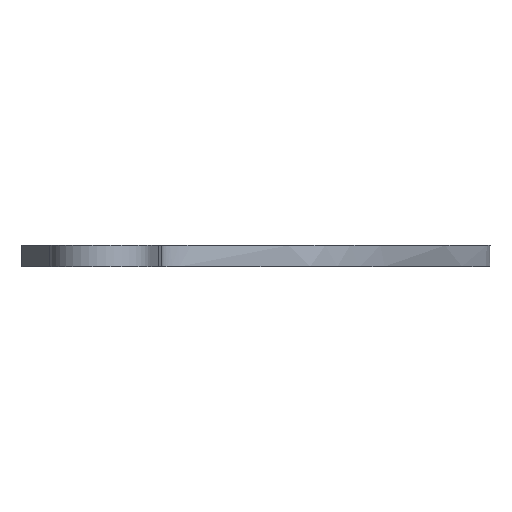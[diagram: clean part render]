
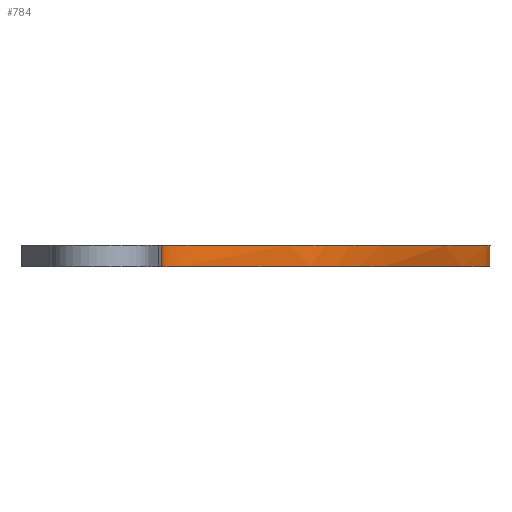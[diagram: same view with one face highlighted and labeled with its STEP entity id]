
A CAD part, left-side view. The second image highlights one B-rep face of the part: STEP entity #784.
In plain terms, the highlighted free-form (B-spline) face has degree [3, 1] with [12, 2] control points.
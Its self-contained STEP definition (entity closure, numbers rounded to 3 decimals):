
#69=B_SPLINE_SURFACE_WITH_KNOTS('',3,1,((#1540,#1541),(#1542,#1543),(#1544,
#1545),(#1546,#1547),(#1548,#1549),(#1550,#1551),(#1552,#1553),(#1554,#1555),
(#1556,#1557),(#1558,#1559),(#1560,#1561),(#1562,#1563)),.UNSPECIFIED.,
 .F.,.F.,.F.,(4,1,1,1,1,1,1,1,1,4),(2,2),(0.,1.917,3.834,
7.667,11.334,15.,16.212,17.423,
18.325,19.227),(0.,1.081),.UNSPECIFIED.);
#103=FACE_OUTER_BOUND('',#155,.T.);
#155=EDGE_LOOP('',(#692,#693,#694,#695));
#172=B_SPLINE_CURVE_WITH_KNOTS('',3,(#1171,#1172,#1173,#1174,#1175,#1176,
#1177,#1178,#1179,#1180,#1181),.UNSPECIFIED.,.F.,.F.,(4,1,1,1,1,1,1,1,4),
(-23.465,-21.126,-18.786,-14.107,
-9.633,-5.158,-3.679,-2.201,
-2.022),.UNSPECIFIED.);
#181=B_SPLINE_CURVE_WITH_KNOTS('',3,(#1307,#1308,#1309,#1310,#1311,#1312,
#1313,#1314,#1315,#1316,#1317),.UNSPECIFIED.,.F.,.F.,(4,1,1,1,1,1,1,1,4),
(-13.456,-13.343,-12.416,-11.488,
-8.68,-5.872,-2.936,-1.468,
0.),.UNSPECIFIED.);
#187=B_SPLINE_CURVE_WITH_KNOTS('',3,(#1432,#1433,#1434,#1435,#1436,#1437),
 .UNSPECIFIED.,.F.,.F.,(4,2,4),(-0.63,-0.315,0.),
 .UNSPECIFIED.);
#246=LINE('',#1564,#310);
#310=VECTOR('',#1029,10.);
#338=VERTEX_POINT('',#1168);
#339=VERTEX_POINT('',#1170);
#372=VERTEX_POINT('',#1304);
#373=VERTEX_POINT('',#1306);
#418=EDGE_CURVE('',#339,#338,#172,.T.);
#454=EDGE_CURVE('',#373,#372,#181,.T.);
#485=EDGE_CURVE('',#338,#373,#187,.T.);
#499=EDGE_CURVE('',#339,#372,#246,.T.);
#692=ORIENTED_EDGE('',*,*,#485,.T.);
#693=ORIENTED_EDGE('',*,*,#454,.T.);
#694=ORIENTED_EDGE('',*,*,#499,.F.);
#695=ORIENTED_EDGE('',*,*,#418,.T.);
#784=ADVANCED_FACE('',(#103),#69,.T.);
#1029=DIRECTION('',(0.,0.,-1.));
#1168=CARTESIAN_POINT('',(62.318,100.072,6.3));
#1170=CARTESIAN_POINT('',(199.023,2.631,6.3));
#1171=CARTESIAN_POINT('Ctrl Pts',(199.023,2.631,6.3));
#1172=CARTESIAN_POINT('Ctrl Pts',(193.159,1.671,6.3));
#1173=CARTESIAN_POINT('Ctrl Pts',(179.917,6.799,6.3));
#1174=CARTESIAN_POINT('Ctrl Pts',(156.362,14.75,6.3));
#1175=CARTESIAN_POINT('Ctrl Pts',(128.403,29.484,6.3));
#1176=CARTESIAN_POINT('Ctrl Pts',(94.807,47.192,6.3));
#1177=CARTESIAN_POINT('Ctrl Pts',(81.216,73.973,6.3));
#1178=CARTESIAN_POINT('Ctrl Pts',(72.072,90.739,6.3));
#1179=CARTESIAN_POINT('Ctrl Pts',(66.521,99.835,6.3));
#1180=CARTESIAN_POINT('Ctrl Pts',(62.736,100.088,6.3));
#1181=CARTESIAN_POINT('Ctrl Pts',(62.318,100.072,6.3));
#1304=CARTESIAN_POINT('',(199.023,2.631,0.));
#1306=CARTESIAN_POINT('',(62.318,100.072,0.));
#1307=CARTESIAN_POINT('Ctrl Pts',(62.318,100.072,0.));
#1308=CARTESIAN_POINT('Ctrl Pts',(62.736,100.088,0.));
#1309=CARTESIAN_POINT('Ctrl Pts',(66.521,99.835,0.));
#1310=CARTESIAN_POINT('Ctrl Pts',(72.072,90.739,0.));
#1311=CARTESIAN_POINT('Ctrl Pts',(81.216,73.973,0.));
#1312=CARTESIAN_POINT('Ctrl Pts',(94.807,47.192,0.));
#1313=CARTESIAN_POINT('Ctrl Pts',(128.403,29.484,0.));
#1314=CARTESIAN_POINT('Ctrl Pts',(156.362,14.75,0.));
#1315=CARTESIAN_POINT('Ctrl Pts',(179.917,6.799,0.));
#1316=CARTESIAN_POINT('Ctrl Pts',(193.159,1.671,0.));
#1317=CARTESIAN_POINT('Ctrl Pts',(199.023,2.631,0.));
#1432=CARTESIAN_POINT('Ctrl Pts',(62.318,100.072,6.3));
#1433=CARTESIAN_POINT('Ctrl Pts',(62.318,100.072,5.25));
#1434=CARTESIAN_POINT('Ctrl Pts',(62.318,100.072,4.2));
#1435=CARTESIAN_POINT('Ctrl Pts',(62.318,100.072,2.1));
#1436=CARTESIAN_POINT('Ctrl Pts',(62.318,100.072,1.05));
#1437=CARTESIAN_POINT('Ctrl Pts',(62.318,100.072,0.));
#1540=CARTESIAN_POINT('Ctrl Pts',(199.023,2.631,7.656));
#1541=CARTESIAN_POINT('Ctrl Pts',(199.023,2.631,-3.159));
#1542=CARTESIAN_POINT('Ctrl Pts',(193.159,1.671,7.656));
#1543=CARTESIAN_POINT('Ctrl Pts',(193.159,1.671,-3.159));
#1544=CARTESIAN_POINT('Ctrl Pts',(179.917,6.799,7.656));
#1545=CARTESIAN_POINT('Ctrl Pts',(179.917,6.799,-3.159));
#1546=CARTESIAN_POINT('Ctrl Pts',(156.362,14.75,7.656));
#1547=CARTESIAN_POINT('Ctrl Pts',(156.362,14.75,-3.159));
#1548=CARTESIAN_POINT('Ctrl Pts',(128.403,29.484,7.656));
#1549=CARTESIAN_POINT('Ctrl Pts',(128.403,29.484,-3.159));
#1550=CARTESIAN_POINT('Ctrl Pts',(94.807,47.192,7.656));
#1551=CARTESIAN_POINT('Ctrl Pts',(94.807,47.192,-3.159));
#1552=CARTESIAN_POINT('Ctrl Pts',(81.216,73.973,7.656));
#1553=CARTESIAN_POINT('Ctrl Pts',(81.216,73.973,-3.159));
#1554=CARTESIAN_POINT('Ctrl Pts',(72.072,90.739,7.656));
#1555=CARTESIAN_POINT('Ctrl Pts',(72.072,90.739,-3.159));
#1556=CARTESIAN_POINT('Ctrl Pts',(64.89,102.508,7.656));
#1557=CARTESIAN_POINT('Ctrl Pts',(64.89,102.508,-3.159));
#1558=CARTESIAN_POINT('Ctrl Pts',(55.439,97.45,7.656));
#1559=CARTESIAN_POINT('Ctrl Pts',(55.439,97.45,-3.159));
#1560=CARTESIAN_POINT('Ctrl Pts',(49.242,95.426,7.656));
#1561=CARTESIAN_POINT('Ctrl Pts',(49.242,95.426,-3.159));
#1562=CARTESIAN_POINT('Ctrl Pts',(47.018,93.894,7.656));
#1563=CARTESIAN_POINT('Ctrl Pts',(47.018,93.894,-3.159));
#1564=CARTESIAN_POINT('',(199.023,2.631,7.656));
